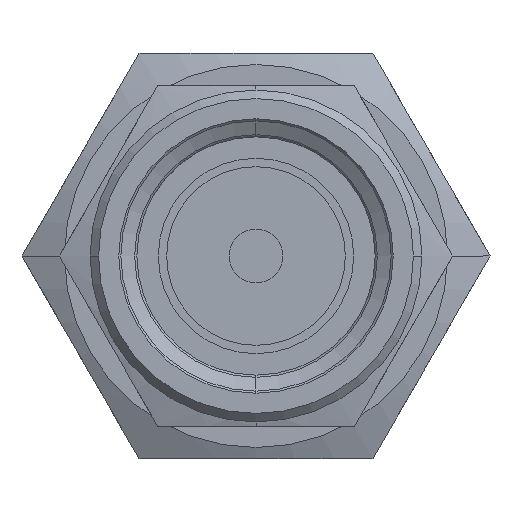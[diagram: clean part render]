
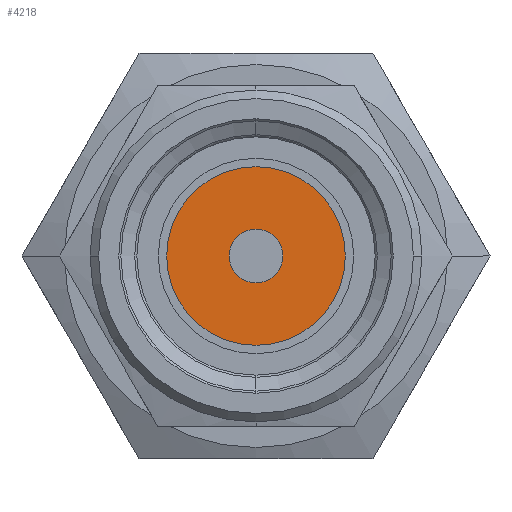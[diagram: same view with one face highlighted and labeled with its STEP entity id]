
A CAD part, left-side view. The second image highlights one B-rep face of the part: STEP entity #4218.
In plain terms, the highlighted planar face has unit normal (-1, 0, 0).
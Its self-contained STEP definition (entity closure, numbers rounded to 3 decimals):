
#14 = AXIS2_PLACEMENT_3D ( 'NONE', #4259, #2171, #3246 ) ;
#92 = VERTEX_POINT ( 'NONE', #965 ) ;
#396 = AXIS2_PLACEMENT_3D ( 'NONE', #435, #2836, #911 ) ;
#435 = CARTESIAN_POINT ( 'NONE',  ( 2.971, 0., 0. ) ) ;
#464 = CIRCLE ( 'NONE', #396, 0.634 ) ;
#508 = EDGE_CURVE ( 'NONE', #3854, #1415, #803, .T. ) ;
#544 = FACE_BOUND ( 'NONE', #2949, .T. ) ;
#555 = DIRECTION ( 'NONE',  ( -1., 0., 0. ) ) ;
#803 = CIRCLE ( 'NONE', #14, 2.1 ) ;
#831 = DIRECTION ( 'NONE',  ( -1., 0., 0. ) ) ;
#868 = DIRECTION ( 'NONE',  ( 0., 0., 1. ) ) ;
#911 = DIRECTION ( 'NONE',  ( 0., 0., 1. ) ) ;
#938 = CARTESIAN_POINT ( 'NONE',  ( 2.971, 0., -0.634 ) ) ;
#965 = CARTESIAN_POINT ( 'NONE',  ( 2.971, 0., 0.634 ) ) ;
#1022 = ORIENTED_EDGE ( 'NONE', *, *, #4182, .F. ) ;
#1038 = AXIS2_PLACEMENT_3D ( 'NONE', #3552, #3922, #868 ) ;
#1340 = DIRECTION ( 'NONE',  ( 0., 0., 1. ) ) ;
#1415 = VERTEX_POINT ( 'NONE', #3328 ) ;
#1502 = AXIS2_PLACEMENT_3D ( 'NONE', #1988, #555, #1340 ) ;
#1549 = ORIENTED_EDGE ( 'NONE', *, *, #508, .T. ) ;
#1787 = CIRCLE ( 'NONE', #1502, 0.634 ) ;
#1988 = CARTESIAN_POINT ( 'NONE',  ( 2.971, 0., 0. ) ) ;
#2041 = VERTEX_POINT ( 'NONE', #938 ) ;
#2171 = DIRECTION ( 'NONE',  ( -1., 0., 0. ) ) ;
#2361 = CIRCLE ( 'NONE', #2651, 2.1 ) ;
#2568 = FACE_OUTER_BOUND ( 'NONE', #3581, .T. ) ;
#2651 = AXIS2_PLACEMENT_3D ( 'NONE', #2772, #831, #4176 ) ;
#2658 = ORIENTED_EDGE ( 'NONE', *, *, #3258, .F. ) ;
#2772 = CARTESIAN_POINT ( 'NONE',  ( 2.971, 0., 0. ) ) ;
#2778 = ORIENTED_EDGE ( 'NONE', *, *, #3560, .T. ) ;
#2836 = DIRECTION ( 'NONE',  ( -1., 0., 0. ) ) ;
#2949 = EDGE_LOOP ( 'NONE', ( #2658, #1022 ) ) ;
#3246 = DIRECTION ( 'NONE',  ( 0., 0., 1. ) ) ;
#3258 = EDGE_CURVE ( 'NONE', #92, #2041, #1787, .T. ) ;
#3328 = CARTESIAN_POINT ( 'NONE',  ( 2.971, 0., -2.1 ) ) ;
#3479 = CARTESIAN_POINT ( 'NONE',  ( 2.971, 0., 2.1 ) ) ;
#3552 = CARTESIAN_POINT ( 'NONE',  ( 2.971, 2.1, 0. ) ) ;
#3560 = EDGE_CURVE ( 'NONE', #1415, #3854, #2361, .T. ) ;
#3581 = EDGE_LOOP ( 'NONE', ( #1549, #2778 ) ) ;
#3854 = VERTEX_POINT ( 'NONE', #3479 ) ;
#3922 = DIRECTION ( 'NONE',  ( -1., 0., 0. ) ) ;
#3970 = PLANE ( 'NONE',  #1038 ) ;
#4176 = DIRECTION ( 'NONE',  ( 0., 0., 1. ) ) ;
#4182 = EDGE_CURVE ( 'NONE', #2041, #92, #464, .T. ) ;
#4218 = ADVANCED_FACE ( 'NONE', ( #2568, #544 ), #3970, .T. ) ;
#4259 = CARTESIAN_POINT ( 'NONE',  ( 2.971, 0., 0. ) ) ;
